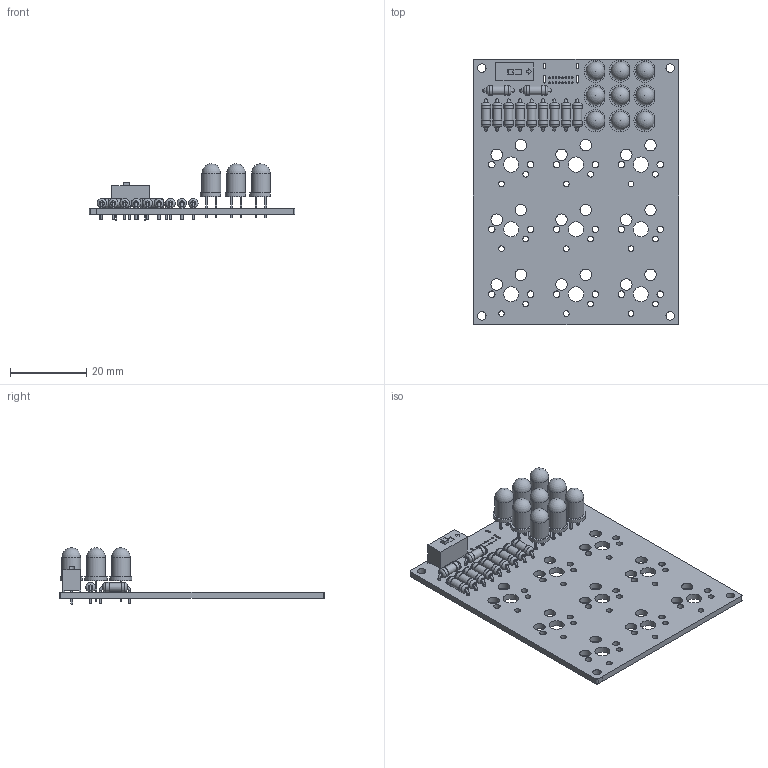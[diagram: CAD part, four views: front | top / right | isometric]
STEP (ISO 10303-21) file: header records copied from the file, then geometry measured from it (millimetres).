
FILE_DESCRIPTION(('KiCad electronic assembly'),'2;1');
FILE_NAME('rev_1_1_fab.step','2020-10-23T22:59:35',('An Author'),( 'A Company'),'Open CASCADE STEP processor 6.9', 'KiCad to STEP converter','Unknown');
FILE_SCHEMA(('AUTOMOTIVE_DESIGN { 1 0 10303 214 1 1 1 1 }'));
Length unit declared in the file: millimetre
Products named in the file (8): Open CASCADE STEP translator 6.9 1; LED_D5.0mm; SOLID; R_Axial_DIN0207_L6.3mm_D2.5mm_P7.62mm_Horizontal; SW_DIP_SPSTx01_Slide_9.78x4.72mm_W7.62mm_P2.54mm; COMPOUND
Assembly tree (25 placements, depth 3):
  Open CASCADE STEP translator 6.9 1
    LED_D5.0mm  x9
      SOLID
    R_Axial_DIN0207_L6.3mm_D2.5mm_P7.62mm_Horizontal  x11
      SOLID
    SW_DIP_SPSTx01_Slide_9.78x4.72mm_W7.62mm_P2.54mm
      SOLID
    COMPOUND
Bounding box: 54 x 69.6 x 14.8 mm (x, y, z)
Volume: 7415.9 mm3; surface area: 10945.5 mm2
Topology: 22 solids, 22 shells, 509 faces, 1147 edges, 748 vertices
Faces by surface type: plane 244, cylinder 212, torus 44, sphere 9
Full cylindrical faces by diameter (mm): 0.4 x16, 0.6 x22, 0.8 x24, 0.9 x18, 1.499 x18, 1.702 x18, 2.2 x4, 2.25 x11, 2.5 x22, 3 x18, 3.988 x9, 4.9 x9
Entity records: 18432 total; most frequent: CARTESIAN_POINT 3951, DIRECTION 2698, LINE 1308, VECTOR 1308, ORIENTED_EDGE 1272, PCURVE 1272, DEFINITIONAL_REPRESENTATION 1272, EDGE_CURVE 636
